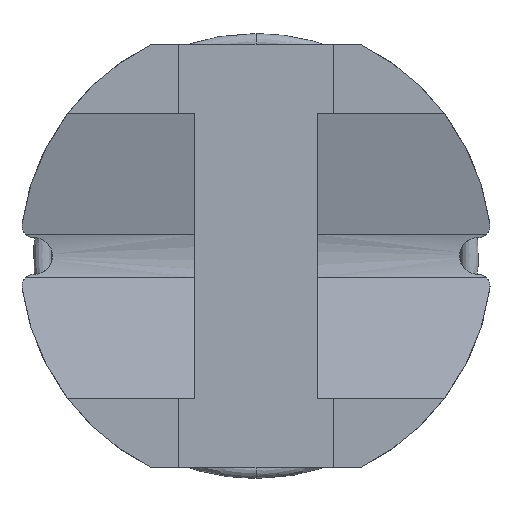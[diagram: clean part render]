
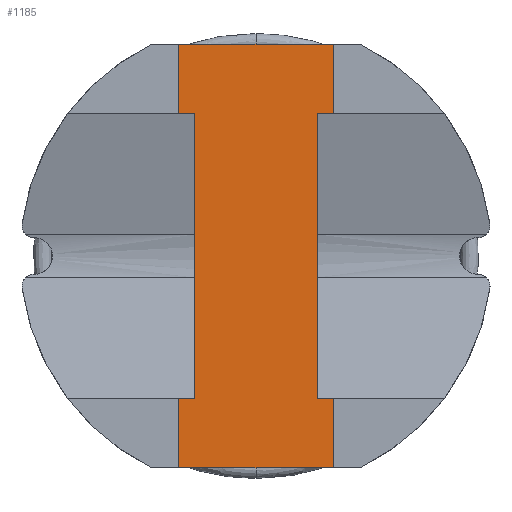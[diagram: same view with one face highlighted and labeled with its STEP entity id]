
A CAD part, front view. The second image highlights one B-rep face of the part: STEP entity #1185.
In plain terms, the highlighted free-form (B-spline) face has degree [1, 1] with [2, 2] control points.
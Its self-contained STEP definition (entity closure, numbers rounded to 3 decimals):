
#1185 = ADVANCED_FACE('',(#1186),#1272,.F.);
#1186 = FACE_BOUND('',#1187,.T.);
#1187 = EDGE_LOOP('',(#1188,#1197,#1204,#1211,#1218,#1225,#1232,#1239,
    #1246,#1253,#1260,#1267));
#1188 = ORIENTED_EDGE('',*,*,#1189,.F.);
#1189 = EDGE_CURVE('',#1190,#1192,#1194,.T.);
#1190 = VERTEX_POINT('',#1191);
#1191 = CARTESIAN_POINT('',(0.972,0.,2.661));
#1192 = VERTEX_POINT('',#1193);
#1193 = CARTESIAN_POINT('',(0.972,0.,1.789));
#1194 = B_SPLINE_CURVE_WITH_KNOTS('',1,(#1195,#1196),.UNSPECIFIED.,.F.,
  .F.,(2,2),(0.,0.852),.PIECEWISE_BEZIER_KNOTS.);
#1195 = CARTESIAN_POINT('',(0.972,0.,2.661));
#1196 = CARTESIAN_POINT('',(0.972,0.,1.789));
#1197 = ORIENTED_EDGE('',*,*,#1198,.F.);
#1198 = EDGE_CURVE('',#1199,#1190,#1201,.T.);
#1199 = VERTEX_POINT('',#1200);
#1200 = CARTESIAN_POINT('',(-0.972,0.,2.661));
#1201 = B_SPLINE_CURVE_WITH_KNOTS('',1,(#1202,#1203),.UNSPECIFIED.,.F.,
  .F.,(2,2),(-2.234,-0.335),.PIECEWISE_BEZIER_KNOTS.);
#1202 = CARTESIAN_POINT('',(-0.972,0.,2.661));
#1203 = CARTESIAN_POINT('',(0.972,0.,2.661));
#1204 = ORIENTED_EDGE('',*,*,#1205,.F.);
#1205 = EDGE_CURVE('',#1206,#1199,#1208,.T.);
#1206 = VERTEX_POINT('',#1207);
#1207 = CARTESIAN_POINT('',(-0.972,0.,1.789));
#1208 = B_SPLINE_CURVE_WITH_KNOTS('',1,(#1209,#1210),.UNSPECIFIED.,.F.,
  .F.,(2,2),(-0.852,0.),.PIECEWISE_BEZIER_KNOTS.);
#1209 = CARTESIAN_POINT('',(-0.972,0.,1.789));
#1210 = CARTESIAN_POINT('',(-0.972,0.,2.661));
#1211 = ORIENTED_EDGE('',*,*,#1212,.F.);
#1212 = EDGE_CURVE('',#1213,#1206,#1215,.T.);
#1213 = VERTEX_POINT('',#1214);
#1214 = CARTESIAN_POINT('',(-0.768,0.,
    1.789));
#1215 = B_SPLINE_CURVE_WITH_KNOTS('',1,(#1216,#1217),.UNSPECIFIED.,.F.,
  .F.,(2,2),(0.75,0.95),.PIECEWISE_BEZIER_KNOTS.);
#1216 = CARTESIAN_POINT('',(-0.768,0.,1.789));
#1217 = CARTESIAN_POINT('',(-0.972,0.,1.789));
#1218 = ORIENTED_EDGE('',*,*,#1219,.T.);
#1219 = EDGE_CURVE('',#1213,#1220,#1222,.T.);
#1220 = VERTEX_POINT('',#1221);
#1221 = CARTESIAN_POINT('',(-0.768,0.,-1.789));
#1222 = B_SPLINE_CURVE_WITH_KNOTS('',1,(#1223,#1224),.UNSPECIFIED.,.F.,
  .F.,(2,2),(-1.748,1.748),.PIECEWISE_BEZIER_KNOTS.);
#1223 = CARTESIAN_POINT('',(-0.768,0.,1.789));
#1224 = CARTESIAN_POINT('',(-0.768,0.,-1.789));
#1225 = ORIENTED_EDGE('',*,*,#1226,.T.);
#1226 = EDGE_CURVE('',#1220,#1227,#1229,.T.);
#1227 = VERTEX_POINT('',#1228);
#1228 = CARTESIAN_POINT('',(-0.972,0.,-1.789));
#1229 = B_SPLINE_CURVE_WITH_KNOTS('',1,(#1230,#1231),.UNSPECIFIED.,.F.,
  .F.,(2,2),(0.75,0.95),.PIECEWISE_BEZIER_KNOTS.);
#1230 = CARTESIAN_POINT('',(-0.768,0.,-1.789));
#1231 = CARTESIAN_POINT('',(-0.972,0.,-1.789));
#1232 = ORIENTED_EDGE('',*,*,#1233,.F.);
#1233 = EDGE_CURVE('',#1234,#1227,#1236,.T.);
#1234 = VERTEX_POINT('',#1235);
#1235 = CARTESIAN_POINT('',(-0.972,0.,-2.661));
#1236 = B_SPLINE_CURVE_WITH_KNOTS('',1,(#1237,#1238),.UNSPECIFIED.,.F.,
  .F.,(2,2),(-0.852,0.),.PIECEWISE_BEZIER_KNOTS.);
#1237 = CARTESIAN_POINT('',(-0.972,0.,-2.661));
#1238 = CARTESIAN_POINT('',(-0.972,0.,-1.789));
#1239 = ORIENTED_EDGE('',*,*,#1240,.F.);
#1240 = EDGE_CURVE('',#1241,#1234,#1243,.T.);
#1241 = VERTEX_POINT('',#1242);
#1242 = CARTESIAN_POINT('',(0.972,0.,-2.661));
#1243 = B_SPLINE_CURVE_WITH_KNOTS('',1,(#1244,#1245),.UNSPECIFIED.,.F.,
  .F.,(2,2),(0.335,2.234),.PIECEWISE_BEZIER_KNOTS.);
#1244 = CARTESIAN_POINT('',(0.972,0.,-2.661));
#1245 = CARTESIAN_POINT('',(-0.972,0.,-2.661));
#1246 = ORIENTED_EDGE('',*,*,#1247,.F.);
#1247 = EDGE_CURVE('',#1248,#1241,#1250,.T.);
#1248 = VERTEX_POINT('',#1249);
#1249 = CARTESIAN_POINT('',(0.972,0.,-1.789));
#1250 = B_SPLINE_CURVE_WITH_KNOTS('',1,(#1251,#1252),.UNSPECIFIED.,.F.,
  .F.,(2,2),(0.,0.852),.PIECEWISE_BEZIER_KNOTS.);
#1251 = CARTESIAN_POINT('',(0.972,0.,-1.789));
#1252 = CARTESIAN_POINT('',(0.972,0.,-2.661));
#1253 = ORIENTED_EDGE('',*,*,#1254,.F.);
#1254 = EDGE_CURVE('',#1255,#1248,#1257,.T.);
#1255 = VERTEX_POINT('',#1256);
#1256 = CARTESIAN_POINT('',(0.768,0.,
    -1.789));
#1257 = B_SPLINE_CURVE_WITH_KNOTS('',1,(#1258,#1259),.UNSPECIFIED.,.F.,
  .F.,(2,2),(0.75,0.95),.PIECEWISE_BEZIER_KNOTS.);
#1258 = CARTESIAN_POINT('',(0.768,0.,-1.789));
#1259 = CARTESIAN_POINT('',(0.972,0.,-1.789));
#1260 = ORIENTED_EDGE('',*,*,#1261,.F.);
#1261 = EDGE_CURVE('',#1262,#1255,#1264,.T.);
#1262 = VERTEX_POINT('',#1263);
#1263 = CARTESIAN_POINT('',(0.768,0.,1.789));
#1264 = B_SPLINE_CURVE_WITH_KNOTS('',1,(#1265,#1266),.UNSPECIFIED.,.F.,
  .F.,(2,2),(-1.748,1.748),.PIECEWISE_BEZIER_KNOTS.);
#1265 = CARTESIAN_POINT('',(0.768,0.,1.789));
#1266 = CARTESIAN_POINT('',(0.768,0.,-1.789));
#1267 = ORIENTED_EDGE('',*,*,#1268,.T.);
#1268 = EDGE_CURVE('',#1262,#1192,#1269,.T.);
#1269 = B_SPLINE_CURVE_WITH_KNOTS('',1,(#1270,#1271),.UNSPECIFIED.,.F.,
  .F.,(2,2),(0.75,0.95),.PIECEWISE_BEZIER_KNOTS.);
#1270 = CARTESIAN_POINT('',(0.768,0.,1.789));
#1271 = CARTESIAN_POINT('',(0.972,0.,1.789));
#1272 = B_SPLINE_SURFACE_WITH_KNOTS('',1,1,(
    (#1273,#1274)
    ,(#1275,#1276
    )),.UNSPECIFIED.,.F.,.F.,.F.,(2,2),(2,2),(-2.6,2.6),(-0.95
    ,0.95),.PIECEWISE_BEZIER_KNOTS.);
#1273 = CARTESIAN_POINT('',(-0.972,0.,-2.661));
#1274 = CARTESIAN_POINT('',(0.972,0.,-2.661));
#1275 = CARTESIAN_POINT('',(-0.972,0.,2.661));
#1276 = CARTESIAN_POINT('',(0.972,0.,2.661));
